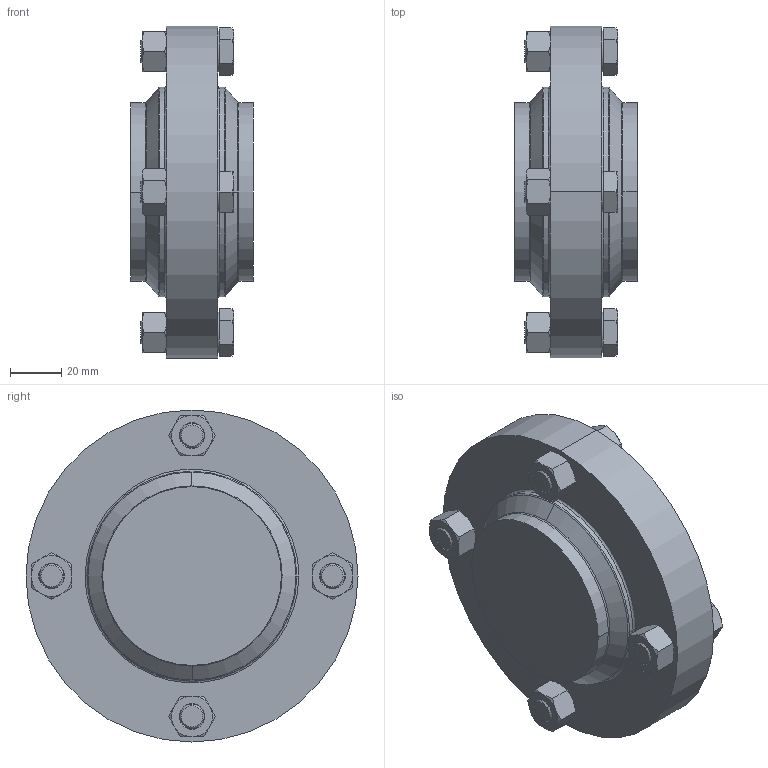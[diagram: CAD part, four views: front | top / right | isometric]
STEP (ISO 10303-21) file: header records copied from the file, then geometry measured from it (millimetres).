
FILE_DESCRIPTION (( 'STEP AP203' ), '1' );
FILE_NAME ('2042065210-XXX.STEP', '2011-06-30T11:27:16', ( ' ' ), ( '' ), 'SwSTEP 2.0', 'SolidWorks 2010', '' );
FILE_SCHEMA (( 'CONFIG_CONTROL_DESIGN' ));
Length unit declared in the file: millimetre
Products named in the file (1): 2042065210-XXX
Bounding box: 48 x 130 x 130 mm (x, y, z)
Volume: 402950.8 mm3; surface area: 43294.4 mm2
Topology: 1 solids, 1 shells, 213 faces, 472 edges, 275 vertices
Faces by surface type: cone 95, plane 88, cylinder 18, bspline 12
Entity records: 6882 total; most frequent: CARTESIAN_POINT 2329, ORIENTED_EDGE 944, DIRECTION 915, EDGE_CURVE 472, AXIS2_PLACEMENT_3D 389, VERTEX_POINT 275, EDGE_LOOP 227, FACE_OUTER_BOUND 213
